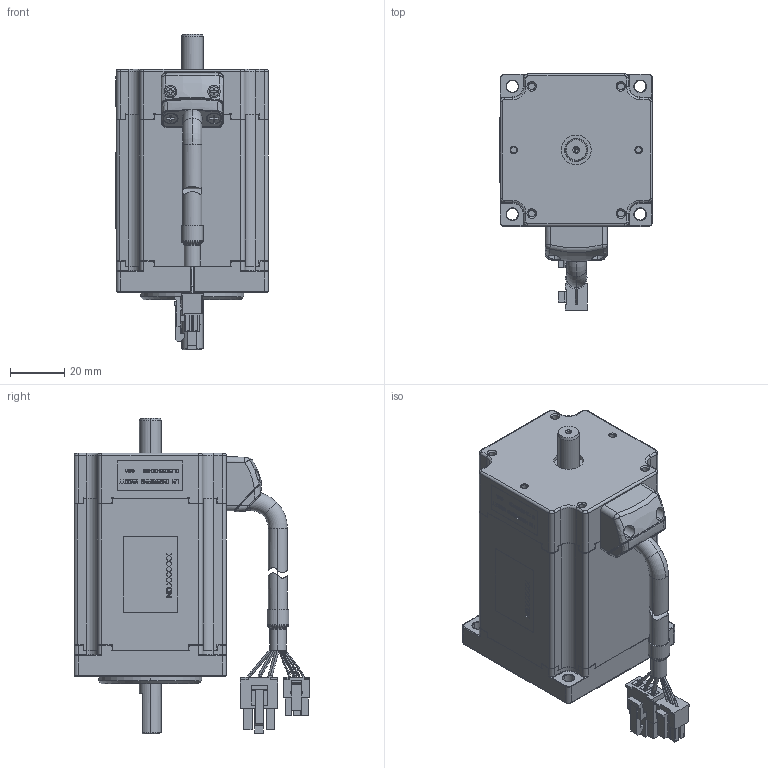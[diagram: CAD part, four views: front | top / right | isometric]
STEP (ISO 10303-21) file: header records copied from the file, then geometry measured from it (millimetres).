
FILE_DESCRIPTION((''),'2;1');
FILE_NAME('4611130001004_ASM_ASM','2020-01-14T15:06:35',('TQ00207'),(''),'CREO PARAMETRIC BY PTC INC, 2018100','CREO PARAMETRIC BY PTC INC, 2018100','');
FILE_SCHEMA(('CONFIG_CONTROL_DESIGN'));
Products named in the file (25): STATOR_CORE_11_1_2; STATOR_WINDING_ASM_14_1_2_ASM; HARNESS_1_1_2; 4718405002144_1_1_2; 4718405000822_1_1_2; XIANSHU_ASM_1_1_2_ASM; STATOR_ASM_14_1_2_ASM; PE_17; SHAFT_24_1_2; ROTOR_CORE_SHAFT_ASM_13_1_2_ASM; ROTOR_MAGNET_ASM_10_1_2_ASM; DEEP_GROOVE_BALL_BEARINGS_608_3; ROTOR_ASM_15_1_2_ASM; 4219121302327_OPE_5_1_2; 3698154000050_5_1_2; LEADING_COVER_2_1_1_2; 00_7; BIAOQIAN_2_1_2; M2_2_1_2; PRT0001_3_1_2; 4294404000662-M3X47_2_1_2; M3_2_1_2; PRT0002_2_1_2; MOTOR_ASM_34_ASM; 4611130001004_ASM_ASM
Assembly tree (28 placements, depth 6):
  4611130001004_ASM_ASM
    MOTOR_ASM_34_ASM
      STATOR_ASM_14_1_2_ASM
        STATOR_WINDING_ASM_14_1_2_ASM
          STATOR_CORE_11_1_2
        XIANSHU_ASM_1_1_2_ASM
          HARNESS_1_1_2
          4718405002144_1_1_2
          4718405000822_1_1_2
      PE_17
      ROTOR_ASM_15_1_2_ASM
        ROTOR_MAGNET_ASM_10_1_2_ASM
          ROTOR_CORE_SHAFT_ASM_13_1_2_ASM
            SHAFT_24_1_2
        DEEP_GROOVE_BALL_BEARINGS_608_3  x2
      4219121302327_OPE_5_1_2
      3698154000050_5_1_2
      LEADING_COVER_2_1_1_2
      00_7
      BIAOQIAN_2_1_2
      M2_2_1_2
      PRT0001_3_1_2
      4294404000662-M3X47_2_1_2  x4
      M3_2_1_2
      PRT0002_2_1_2
Bounding box: 56.4 x 87.05 x 116.5 mm (x, y, z)
Volume: 169196.3 mm3; surface area: 69891.6 mm2
Topology: 21 solids, 25 shells, 2679 faces, 7526 edges, 4828 vertices
Faces by surface type: plane 1734, cylinder 398, torus 175, cone 128, sphere 116, bspline 84, extrusion 44
Entity records: 92629 total; most frequent: CARTESIAN_POINT 28739, ORIENTED_EDGE 13648, DIRECTION 12543, EDGE_CURVE 6832, VECTOR 4937, LINE 4893, VERTEX_POINT 4459, AXIS2_PLACEMENT_3D 3803
